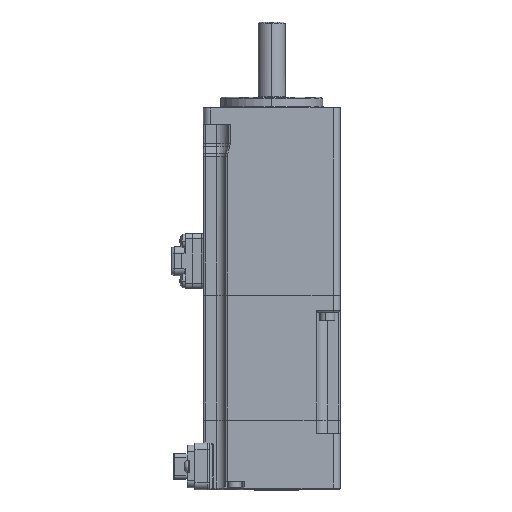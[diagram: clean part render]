
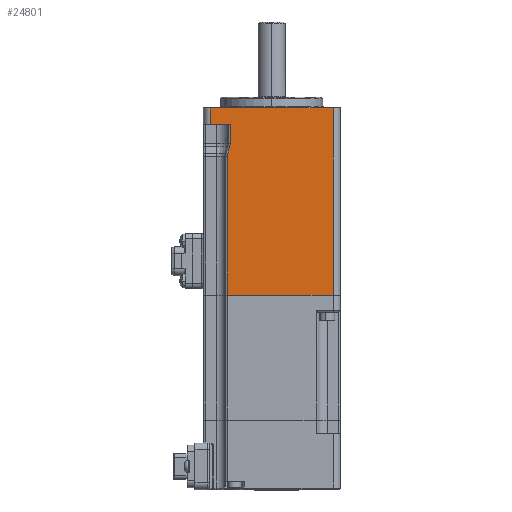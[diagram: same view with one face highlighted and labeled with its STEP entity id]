
A CAD part, top view. The second image highlights one B-rep face of the part: STEP entity #24801.
In plain terms, the highlighted planar face has unit normal (0, 0, 1).
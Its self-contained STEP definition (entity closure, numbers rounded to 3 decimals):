
#256 = LINE ( 'NONE', #7908, #17666 ) ;
#493 = DIRECTION ( 'NONE',  ( 0., -1., 0. ) ) ;
#1087 = CARTESIAN_POINT ( 'NONE',  ( -12.163, 44.412, 20. ) ) ;
#1354 = EDGE_CURVE ( 'NONE', #10584, #12834, #4271, .T. ) ;
#1356 = VERTEX_POINT ( 'NONE', #17310 ) ;
#1373 = DIRECTION ( 'NONE',  ( 0., 0., -1. ) ) ;
#1499 = PLANE ( 'NONE',  #7333 ) ;
#1545 = EDGE_CURVE ( 'NONE', #23250, #7643, #14672, .T. ) ;
#1577 = VECTOR ( 'NONE', #493, 1000. ) ;
#1704 = CARTESIAN_POINT ( 'NONE',  ( -13., 0., 20. ) ) ;
#2280 = EDGE_CURVE ( 'NONE', #16378, #14021, #21518, .T. ) ;
#2390 = CARTESIAN_POINT ( 'NONE',  ( -12.163, 44.412, 20. ) ) ;
#2452 = CARTESIAN_POINT ( 'NONE',  ( 18., 58., 20. ) ) ;
#2996 = ORIENTED_EDGE ( 'NONE', *, *, #1545, .T. ) ;
#3035 = DIRECTION ( 'NONE',  ( -1., 0., 0. ) ) ;
#3093 = VERTEX_POINT ( 'NONE', #21148 ) ;
#3356 = ORIENTED_EDGE ( 'NONE', *, *, #13718, .T. ) ;
#3584 = ORIENTED_EDGE ( 'NONE', *, *, #11134, .T. ) ;
#3933 = EDGE_CURVE ( 'NONE', #11991, #14021, #21820, .T. ) ;
#4191 = ORIENTED_EDGE ( 'NONE', *, *, #19337, .T. ) ;
#4271 = LINE ( 'NONE', #2390, #1577 ) ;
#4378 = VECTOR ( 'NONE', #20335, 1000. ) ;
#4644 = CARTESIAN_POINT ( 'NONE',  ( -18., 0., 20. ) ) ;
#5044 = ORIENTED_EDGE ( 'NONE', *, *, #17605, .T. ) ;
#5518 = CARTESIAN_POINT ( 'NONE',  ( -18., 58., 20. ) ) ;
#5583 = ORIENTED_EDGE ( 'NONE', *, *, #1354, .T. ) ;
#5897 = CARTESIAN_POINT ( 'NONE',  ( 18., 54.8, 20. ) ) ;
#6212 = DIRECTION ( 'NONE',  ( 0., -1., 0. ) ) ;
#6429 = CARTESIAN_POINT ( 'NONE',  ( -12.293, 43.468, 20. ) ) ;
#7333 = AXIS2_PLACEMENT_3D ( 'NONE', #5518, #1373, #13160 ) ;
#7643 = VERTEX_POINT ( 'NONE', #10324 ) ;
#7854 = ORIENTED_EDGE ( 'NONE', *, *, #2280, .F. ) ;
#7908 = CARTESIAN_POINT ( 'NONE',  ( -18., 50., 20. ) ) ;
#8789 = LINE ( 'NONE', #16440, #4378 ) ;
#9434 = DIRECTION ( 'NONE',  ( 0., -1., 0. ) ) ;
#9631 = CARTESIAN_POINT ( 'NONE',  ( -13., 40.6, 20. ) ) ;
#10253 = CARTESIAN_POINT ( 'NONE',  ( -18., 54.8, 20. ) ) ;
#10260 = VECTOR ( 'NONE', #9434, 1000. ) ;
#10324 = CARTESIAN_POINT ( 'NONE',  ( -12.907, 41.274, 20. ) ) ;
#10339 = CARTESIAN_POINT ( 'NONE',  ( -12.163, 50., 20. ) ) ;
#10459 = AXIS2_PLACEMENT_3D ( 'NONE', #12316, #21724, #3035 ) ;
#10584 = VERTEX_POINT ( 'NONE', #10339 ) ;
#10949 = CARTESIAN_POINT ( 'NONE',  ( -18., 58., 20. ) ) ;
#11134 = EDGE_CURVE ( 'NONE', #14279, #11991, #8789, .T. ) ;
#11632 = DIRECTION ( 'NONE',  ( -1., 0., 0. ) ) ;
#11867 = AXIS2_PLACEMENT_3D ( 'NONE', #12200, #19991, #19866 ) ;
#11991 = VERTEX_POINT ( 'NONE', #1704 ) ;
#12200 = CARTESIAN_POINT ( 'NONE',  ( -15.663, 44.412, 20. ) ) ;
#12285 = DIRECTION ( 'NONE',  ( 1., 0., 0. ) ) ;
#12316 = CARTESIAN_POINT ( 'NONE',  ( -10.5, 40.6, 20. ) ) ;
#12638 = ORIENTED_EDGE ( 'NONE', *, *, #3933, .T. ) ;
#12834 = VERTEX_POINT ( 'NONE', #1087 ) ;
#12869 = VECTOR ( 'NONE', #12285, 1000. ) ;
#12904 = CARTESIAN_POINT ( 'NONE',  ( -8.935, 55.462, 20. ) ) ;
#13160 = DIRECTION ( 'NONE',  ( -1., 0., 0. ) ) ;
#13718 = EDGE_CURVE ( 'NONE', #7643, #14279, #24060, .T. ) ;
#13754 = LINE ( 'NONE', #10253, #24294 ) ;
#14021 = VERTEX_POINT ( 'NONE', #21700 ) ;
#14279 = VERTEX_POINT ( 'NONE', #9631 ) ;
#14358 = VECTOR ( 'NONE', #6212, 1000. ) ;
#14672 = LINE ( 'NONE', #12904, #21975 ) ;
#14808 = ORIENTED_EDGE ( 'NONE', *, *, #17750, .T. ) ;
#15072 = CIRCLE ( 'NONE', #11867, 3.5 ) ;
#15846 = ORIENTED_EDGE ( 'NONE', *, *, #21641, .T. ) ;
#16138 = EDGE_LOOP ( 'NONE', ( #7854, #4191, #14808, #15846, #5583, #5044, #2996, #3356, #3584, #12638 ) ) ;
#16378 = VERTEX_POINT ( 'NONE', #5897 ) ;
#16440 = CARTESIAN_POINT ( 'NONE',  ( -13., 58., 20. ) ) ;
#17170 = FACE_OUTER_BOUND ( 'NONE', #16138, .T. ) ;
#17310 = CARTESIAN_POINT ( 'NONE',  ( -18., 50., 20. ) ) ;
#17605 = EDGE_CURVE ( 'NONE', #12834, #23250, #15072, .T. ) ;
#17666 = VECTOR ( 'NONE', #23209, 1000. ) ;
#17750 = EDGE_CURVE ( 'NONE', #3093, #1356, #23746, .T. ) ;
#19337 = EDGE_CURVE ( 'NONE', #16378, #3093, #13754, .T. ) ;
#19866 = DIRECTION ( 'NONE',  ( -1., 0., 0. ) ) ;
#19991 = DIRECTION ( 'NONE',  ( 0., 0., -1. ) ) ;
#20335 = DIRECTION ( 'NONE',  ( 0., -1., 0. ) ) ;
#20437 = DIRECTION ( 'NONE',  ( -0.27, -0.963, 0. ) ) ;
#21148 = CARTESIAN_POINT ( 'NONE',  ( -18., 54.8, 20. ) ) ;
#21518 = LINE ( 'NONE', #2452, #14358 ) ;
#21641 = EDGE_CURVE ( 'NONE', #1356, #10584, #256, .T. ) ;
#21700 = CARTESIAN_POINT ( 'NONE',  ( 18., 0., 20. ) ) ;
#21724 = DIRECTION ( 'NONE',  ( 0., 0., 1. ) ) ;
#21820 = LINE ( 'NONE', #4644, #12869 ) ;
#21975 = VECTOR ( 'NONE', #20437, 1000. ) ;
#23209 = DIRECTION ( 'NONE',  ( 1., 0., 0. ) ) ;
#23250 = VERTEX_POINT ( 'NONE', #6429 ) ;
#23746 = LINE ( 'NONE', #10949, #10260 ) ;
#24060 = CIRCLE ( 'NONE', #10459, 2.5 ) ;
#24294 = VECTOR ( 'NONE', #11632, 1000. ) ;
#24801 = ADVANCED_FACE ( 'NONE', ( #17170 ), #1499, .F. ) ;
